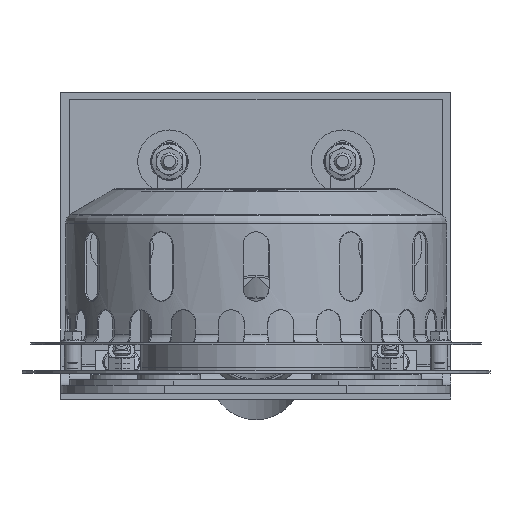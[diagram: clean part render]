
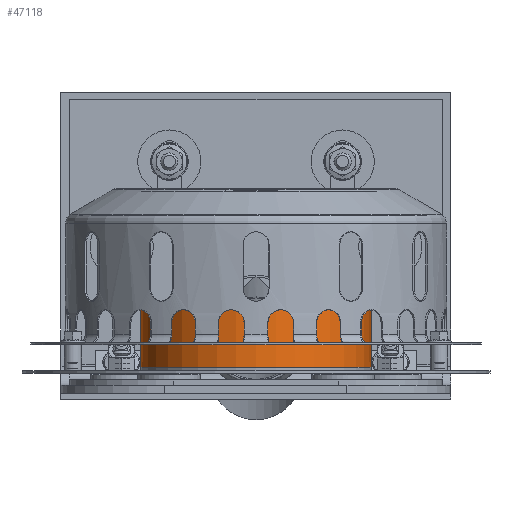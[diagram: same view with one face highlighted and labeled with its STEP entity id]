
A CAD part, left-side view. The second image highlights one B-rep face of the part: STEP entity #47118.
In plain terms, the highlighted cylindrical face has radius 665 mm (diameter 1330 mm), a full revolution.
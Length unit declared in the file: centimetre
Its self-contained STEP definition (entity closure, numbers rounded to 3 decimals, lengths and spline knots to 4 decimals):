
#2054=CIRCLE('',#50100,66.5);
#2055=CIRCLE('',#50101,66.5);
#6102=FACE_OUTER_BOUND('',#9241,.T.);
#9241=EDGE_LOOP('',(#43155,#43156,#43157,#43158));
#20271=B_SPLINE_CURVE_WITH_KNOTS('',3,(#74985,#74986,#74987,#74988,#74989,
#74990,#74991,#74992,#74993,#74994,#74995,#74996,#74997,#74998,#74999,#75000,
#75001,#75002,#75003,#75004,#75005,#75006,#75007,#75008,#75009,#75010,#75011,
#75012,#75013,#75014,#75015,#75016,#75017,#75018,#75019,#75020,#75021,#75022,
#75023,#75024,#75025,#75026,#75027,#75028),.UNSPECIFIED.,.F.,.F.,(4,2,2,
2,2,2,2,2,2,2,2,2,2,2,2,2,2,2,2,2,2,4),(40.4206,42.9456,
45.4707,47.9957,50.5207,53.0458,55.5708,
58.0958,60.6208,63.1484,65.6759,68.2035,
70.731,73.2586,75.7861,78.3137,80.8412,
83.3688,85.8963,88.4238,90.9514,92.3208),
 .UNSPECIFIED.);
#20273=B_SPLINE_CURVE_WITH_KNOTS('',3,(#75079,#75080,#75081,#75082,#75083,
#75084,#75085,#75086,#75087,#75088,#75089,#75090,#75091,#75092,#75093,#75094,
#75095,#75096,#75097,#75098,#75099,#75100,#75101,#75102,#75103,#75104,#75105,
#75106,#75107,#75108,#75109,#75110,#75111,#75112,#75113,#75114,#75115,#75116,
#75117,#75118,#75119,#75120,#75121,#75122,#75123),.UNSPECIFIED.,.F.,.F.,
(4,2,2,2,2,3,2,2,2,2,2,2,2,2,2,2,2,2,2,2,2,4),(-11.4796,-10.1102,
-7.5826,-5.0551,-2.5275,0.,2.5275,
5.0551,7.5826,10.1102,12.6377,15.1653,
17.6928,20.2204,22.7454,25.2704,27.7955,
30.3205,32.8455,35.3705,37.8956,40.4206),
 .UNSPECIFIED.);
#24358=VERTEX_POINT('',#74983);
#24359=VERTEX_POINT('',#74984);
#24362=VERTEX_POINT('',#75078);
#30740=EDGE_CURVE('',#24358,#24359,#20271,.T.);
#30744=EDGE_CURVE('',#24362,#24358,#20273,.T.);
#30750=EDGE_CURVE('',#24359,#24362,#2054,.T.);
#30751=EDGE_CURVE('',#24358,#24358,#2055,.T.);
#43155=ORIENTED_EDGE('',*,*,#30740,.T.);
#43156=ORIENTED_EDGE('',*,*,#30750,.T.);
#43157=ORIENTED_EDGE('',*,*,#30744,.T.);
#43158=ORIENTED_EDGE('',*,*,#30751,.F.);
#44956=CYLINDRICAL_SURFACE('',#50099,66.5);
#47118=ADVANCED_FACE('',(#6102),#44956,.T.);
#50099=AXIS2_PLACEMENT_3D('',#75175,#60892,#60893);
#50100=AXIS2_PLACEMENT_3D('',#75176,#60894,#60895);
#50101=AXIS2_PLACEMENT_3D('',#75177,#60896,#60897);
#60892=DIRECTION('center_axis',(0.,0.,
-1.));
#60893=DIRECTION('ref_axis',(-1.,0.,0.));
#60894=DIRECTION('center_axis',(0.,0.,
-1.));
#60895=DIRECTION('ref_axis',(-1.,0.,0.));
#60896=DIRECTION('center_axis',(0.,0.,
-1.));
#60897=DIRECTION('ref_axis',(-1.,0.,0.));
#74983=CARTESIAN_POINT('',(1637.058,520.8005,116.));
#74984=CARTESIAN_POINT('',(1632.6245,496.9258,154.));
#74985=CARTESIAN_POINT('Ctrl Pts',(1637.058,520.8005,116.));
#74986=CARTESIAN_POINT('Ctrl Pts',(1637.058,519.9588,116.));
#74987=CARTESIAN_POINT('Ctrl Pts',(1637.0419,519.1041,116.0403));
#74988=CARTESIAN_POINT('Ctrl Pts',(1636.9759,517.3858,116.2067));
#74989=CARTESIAN_POINT('Ctrl Pts',(1636.9259,516.5221,116.333));
#74990=CARTESIAN_POINT('Ctrl Pts',(1636.7926,514.8023,116.6729));
#74991=CARTESIAN_POINT('Ctrl Pts',(1636.7093,513.946,116.8866));
#74992=CARTESIAN_POINT('Ctrl Pts',(1636.5123,512.2562,117.3997));
#74993=CARTESIAN_POINT('Ctrl Pts',(1636.3986,511.4227,117.6991));
#74994=CARTESIAN_POINT('Ctrl Pts',(1636.1459,509.793,118.3781));
#74995=CARTESIAN_POINT('Ctrl Pts',(1636.0066,508.9959,118.7582));
#74996=CARTESIAN_POINT('Ctrl Pts',(1635.7089,507.4502,119.5917));
#74997=CARTESIAN_POINT('Ctrl Pts',(1635.5504,506.7016,120.0451));
#74998=CARTESIAN_POINT('Ctrl Pts',(1635.2218,505.264,121.0147));
#74999=CARTESIAN_POINT('Ctrl Pts',(1635.0517,504.5749,121.5309));
#75000=CARTESIAN_POINT('Ctrl Pts',(1634.7081,503.2653,122.6131));
#75001=CARTESIAN_POINT('Ctrl Pts',(1634.5345,502.6449,123.1789));
#75002=CARTESIAN_POINT('Ctrl Pts',(1634.1921,501.4788,124.345));
#75003=CARTESIAN_POINT('Ctrl Pts',(1634.017,500.9126,124.9659));
#75004=CARTESIAN_POINT('Ctrl Pts',(1633.6676,499.8302,126.276));
#75005=CARTESIAN_POINT('Ctrl Pts',(1633.4933,499.314,126.9652));
#75006=CARTESIAN_POINT('Ctrl Pts',(1633.1539,498.3446,128.4026));
#75007=CARTESIAN_POINT('Ctrl Pts',(1632.989,497.8914,129.151));
#75008=CARTESIAN_POINT('Ctrl Pts',(1632.677,497.0584,130.696));
#75009=CARTESIAN_POINT('Ctrl Pts',(1632.5299,496.6785,131.4926));
#75010=CARTESIAN_POINT('Ctrl Pts',(1632.2614,495.9998,133.1215));
#75011=CARTESIAN_POINT('Ctrl Pts',(1632.1398,495.7006,133.9546));
#75012=CARTESIAN_POINT('Ctrl Pts',(1631.9283,495.1876,135.6437));
#75013=CARTESIAN_POINT('Ctrl Pts',(1631.8383,494.9738,136.4998));
#75014=CARTESIAN_POINT('Ctrl Pts',(1631.6938,494.6338,138.2195));
#75015=CARTESIAN_POINT('Ctrl Pts',(1631.6394,494.5075,139.0833));
#75016=CARTESIAN_POINT('Ctrl Pts',(1631.5674,494.3408,140.8023));
#75017=CARTESIAN_POINT('Ctrl Pts',(1631.5498,494.3005,141.6575));
#75018=CARTESIAN_POINT('Ctrl Pts',(1631.5498,494.3005,143.3425));
#75019=CARTESIAN_POINT('Ctrl Pts',(1631.5674,494.3408,144.1977));
#75020=CARTESIAN_POINT('Ctrl Pts',(1631.6394,494.5075,145.9167));
#75021=CARTESIAN_POINT('Ctrl Pts',(1631.6938,494.6338,146.7805));
#75022=CARTESIAN_POINT('Ctrl Pts',(1631.8383,494.9738,148.5002));
#75023=CARTESIAN_POINT('Ctrl Pts',(1631.9283,495.1876,149.3563));
#75024=CARTESIAN_POINT('Ctrl Pts',(1632.1398,495.7006,151.0454));
#75025=CARTESIAN_POINT('Ctrl Pts',(1632.2614,495.9998,151.8785));
#75026=CARTESIAN_POINT('Ctrl Pts',(1632.4684,496.523,153.1342));
#75027=CARTESIAN_POINT('Ctrl Pts',(1632.5449,496.7188,153.5702));
#75028=CARTESIAN_POINT('Ctrl Pts',(1632.6245,496.9258,154.));
#75078=CARTESIAN_POINT('',(1632.6245,544.6751,154.));
#75079=CARTESIAN_POINT('Ctrl Pts',(1632.6245,544.6751,154.));
#75080=CARTESIAN_POINT('Ctrl Pts',(1632.5449,544.8822,153.5702));
#75081=CARTESIAN_POINT('Ctrl Pts',(1632.4684,545.0779,153.1342));
#75082=CARTESIAN_POINT('Ctrl Pts',(1632.2614,545.6011,151.8785));
#75083=CARTESIAN_POINT('Ctrl Pts',(1632.1398,545.9004,151.0454));
#75084=CARTESIAN_POINT('Ctrl Pts',(1631.9283,546.4134,149.3563));
#75085=CARTESIAN_POINT('Ctrl Pts',(1631.8383,546.6271,148.5002));
#75086=CARTESIAN_POINT('Ctrl Pts',(1631.6938,546.9671,146.7805));
#75087=CARTESIAN_POINT('Ctrl Pts',(1631.6394,547.0935,145.9167));
#75088=CARTESIAN_POINT('Ctrl Pts',(1631.5674,547.2601,144.1977));
#75089=CARTESIAN_POINT('Ctrl Pts',(1631.5498,547.3005,143.3425));
#75090=CARTESIAN_POINT('Ctrl Pts',(1631.5498,547.3005,142.5));
#75091=CARTESIAN_POINT('Ctrl Pts',(1631.5498,547.3005,141.6575));
#75092=CARTESIAN_POINT('Ctrl Pts',(1631.5674,547.2601,140.8023));
#75093=CARTESIAN_POINT('Ctrl Pts',(1631.6394,547.0935,139.0833));
#75094=CARTESIAN_POINT('Ctrl Pts',(1631.6938,546.9671,138.2195));
#75095=CARTESIAN_POINT('Ctrl Pts',(1631.8383,546.6271,136.4998));
#75096=CARTESIAN_POINT('Ctrl Pts',(1631.9283,546.4134,135.6437));
#75097=CARTESIAN_POINT('Ctrl Pts',(1632.1398,545.9004,133.9546));
#75098=CARTESIAN_POINT('Ctrl Pts',(1632.2614,545.6011,133.1215));
#75099=CARTESIAN_POINT('Ctrl Pts',(1632.5299,544.9224,131.4926));
#75100=CARTESIAN_POINT('Ctrl Pts',(1632.677,544.5425,130.696));
#75101=CARTESIAN_POINT('Ctrl Pts',(1632.989,543.7095,129.151));
#75102=CARTESIAN_POINT('Ctrl Pts',(1633.1539,543.2563,128.4026));
#75103=CARTESIAN_POINT('Ctrl Pts',(1633.4933,542.287,126.9652));
#75104=CARTESIAN_POINT('Ctrl Pts',(1633.6676,541.7708,126.276));
#75105=CARTESIAN_POINT('Ctrl Pts',(1634.017,540.6883,124.9659));
#75106=CARTESIAN_POINT('Ctrl Pts',(1634.1921,540.1221,124.345));
#75107=CARTESIAN_POINT('Ctrl Pts',(1634.5345,538.9561,123.1789));
#75108=CARTESIAN_POINT('Ctrl Pts',(1634.7081,538.3356,122.6131));
#75109=CARTESIAN_POINT('Ctrl Pts',(1635.0517,537.026,121.5309));
#75110=CARTESIAN_POINT('Ctrl Pts',(1635.2218,536.337,121.0147));
#75111=CARTESIAN_POINT('Ctrl Pts',(1635.5504,534.8993,120.0451));
#75112=CARTESIAN_POINT('Ctrl Pts',(1635.7089,534.1507,119.5917));
#75113=CARTESIAN_POINT('Ctrl Pts',(1636.0066,532.6051,118.7582));
#75114=CARTESIAN_POINT('Ctrl Pts',(1636.1459,531.808,118.3781));
#75115=CARTESIAN_POINT('Ctrl Pts',(1636.3986,530.1782,117.6991));
#75116=CARTESIAN_POINT('Ctrl Pts',(1636.5123,529.3447,117.3997));
#75117=CARTESIAN_POINT('Ctrl Pts',(1636.7093,527.655,116.8866));
#75118=CARTESIAN_POINT('Ctrl Pts',(1636.7926,526.7987,116.6729));
#75119=CARTESIAN_POINT('Ctrl Pts',(1636.9259,525.0788,116.333));
#75120=CARTESIAN_POINT('Ctrl Pts',(1636.9759,524.2151,116.2067));
#75121=CARTESIAN_POINT('Ctrl Pts',(1637.0419,522.4968,116.0403));
#75122=CARTESIAN_POINT('Ctrl Pts',(1637.058,521.6421,116.));
#75123=CARTESIAN_POINT('Ctrl Pts',(1637.058,520.8005,116.));
#75175=CARTESIAN_POINT('Origin',(1570.558,520.8005,135.));
#75176=CARTESIAN_POINT('Origin',(1570.558,520.8005,154.));
#75177=CARTESIAN_POINT('Origin',(1570.558,520.8005,116.));
